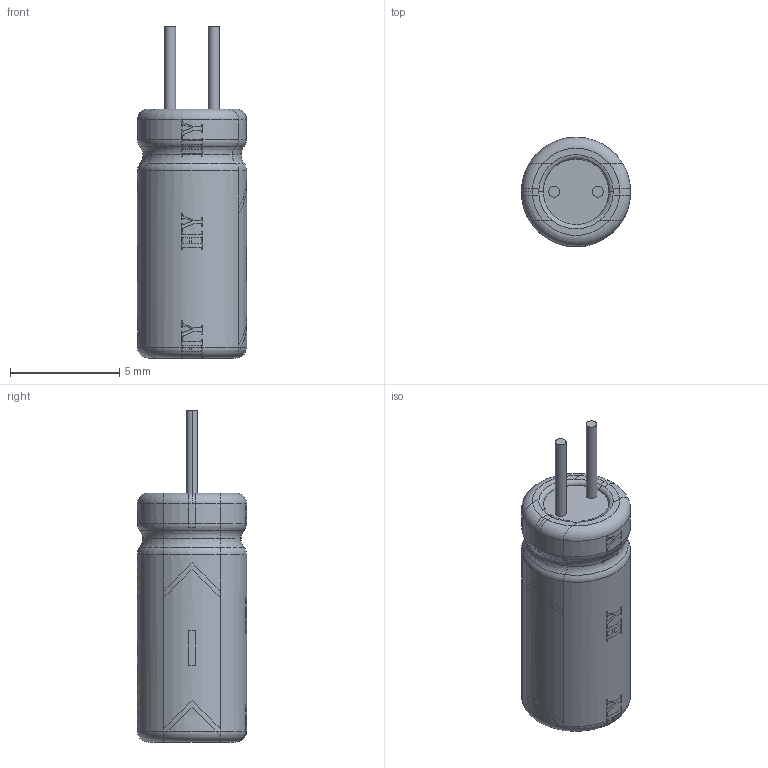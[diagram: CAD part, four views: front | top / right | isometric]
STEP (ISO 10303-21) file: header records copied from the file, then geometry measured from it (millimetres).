
FILE_DESCRIPTION (( 'STEP AP214' ), '1' );
FILE_NAME ('CapEL_2x5x11.4_Blañk.STEP', '2023-07-15T05:43:54', ( 'Yurii' ), ( '' ), 'SwSTEP 2.0', 'SolidWorks 2019', '' );
FILE_SCHEMA (( 'AUTOMOTIVE_DESIGN' ));
Length unit declared in the file: millimetre
Products named in the file (1): CapEL_2x5x11.4_Blañk
Bounding box: 5 x 5 x 15.2 mm (x, y, z)
Volume: 217.3 mm3; surface area: 228.4 mm2
Topology: 3 solids, 3 shells, 154 faces, 673 edges, 545 vertices
Faces by surface type: torus 73, cylinder 63, plane 18
Entity records: 9680 total; most frequent: CARTESIAN_POINT 3685, ORIENTED_EDGE 1346, DIRECTION 903, EDGE_CURVE 673, VERTEX_POINT 545, AXIS2_PLACEMENT_3D 382, B_SPLINE_CURVE_WITH_KNOTS 250, CIRCLE 227
